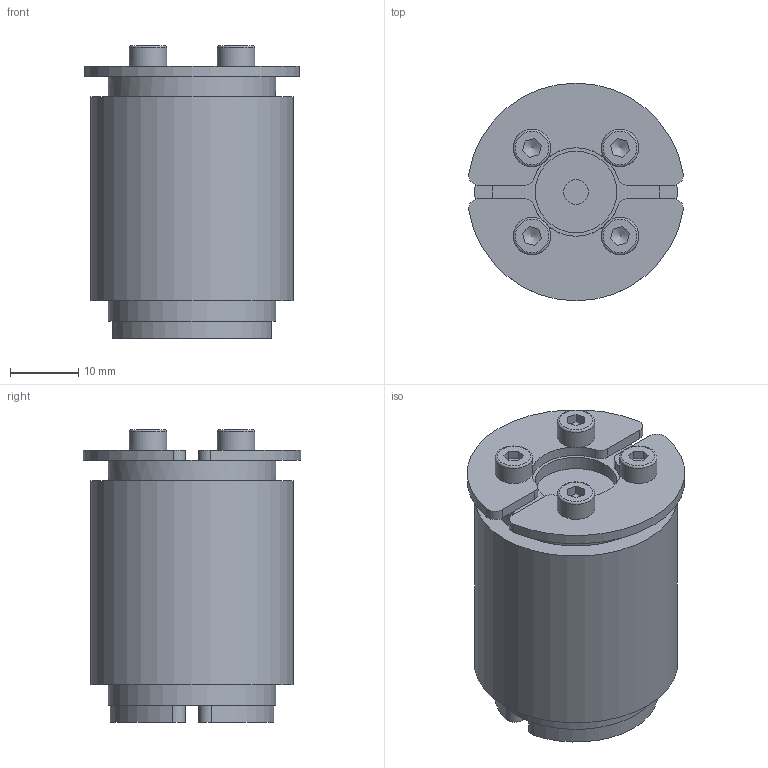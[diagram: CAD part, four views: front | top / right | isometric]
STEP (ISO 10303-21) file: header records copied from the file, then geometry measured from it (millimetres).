
FILE_DESCRIPTION((''),'2;1');
FILE_NAME('R25OMD.stp','2014-11-06T14:13:03',('se-emikul'),(''),'Autodesk Inventor 2013','Autodesk Inventor 2013','');
FILE_SCHEMA(('AUTOMOTIVE_DESIGN { 1 0 10303 214 1 1 1 1 }'));
Length unit declared in the file: millimetre
Products named in the file (1): R25OMD
Bounding box: 31.57 x 32 x 43 mm (x, y, z)
Volume: 25230.4 mm3; surface area: 6278.2 mm2
Topology: 1 solids, 1 shells, 109 faces, 268 edges, 173 vertices
Faces by surface type: plane 58, cylinder 39, cone 8, torus 4
Full cylindrical faces by diameter (mm): 2.459 x4, 3.6 x2, 5.5 x4, 12 x2, 24.6 x2, 29.8 x1
Entity records: 3094 total; most frequent: CARTESIAN_POINT 540, DIRECTION 522, ORIENTED_EDGE 450, EDGE_CURVE 225, AXIS2_PLACEMENT_3D 211, VERTEX_POINT 157, EDGE_LOOP 148, STYLED_ITEM 110
